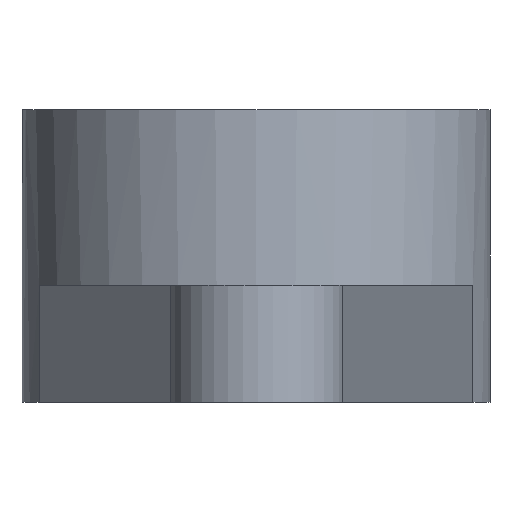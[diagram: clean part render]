
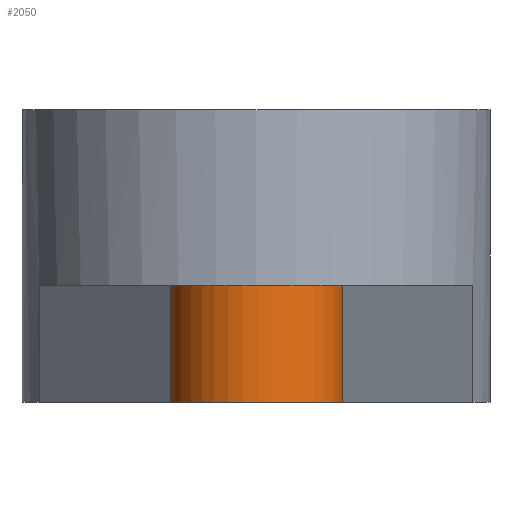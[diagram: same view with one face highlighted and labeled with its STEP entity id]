
A CAD part, left-side view. The second image highlights one B-rep face of the part: STEP entity #2050.
In plain terms, the highlighted cylindrical face has radius 1.5 mm (diameter 3 mm), a partial arc.
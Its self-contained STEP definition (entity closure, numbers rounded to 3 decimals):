
#449 = PLANE('',#450);
#450 = AXIS2_PLACEMENT_3D('',#451,#452,#453);
#451 = CARTESIAN_POINT('',(0.,4.,2.));
#452 = DIRECTION('',(0.,0.,-1.));
#453 = DIRECTION('',(-1.,0.,0.));
#499 = PLANE('',#500);
#500 = AXIS2_PLACEMENT_3D('',#501,#502,#503);
#501 = CARTESIAN_POINT('',(-1.5,3.708,0.));
#502 = DIRECTION('',(0.16,-0.987,0.));
#503 = DIRECTION('',(-0.987,-0.16,0.));
#550 = PLANE('',#551);
#551 = AXIS2_PLACEMENT_3D('',#552,#553,#554);
#552 = CARTESIAN_POINT('',(0.,4.,0.));
#553 = DIRECTION('',(0.,0.,-1.));
#554 = DIRECTION('',(-1.,0.,0.));
#918 = PLANE('',#919);
#919 = AXIS2_PLACEMENT_3D('',#920,#921,#922);
#920 = CARTESIAN_POINT('',(-1.5,-3.708,0.));
#921 = DIRECTION('',(-0.16,-0.987,0.));
#922 = DIRECTION('',(-0.987,0.16,0.));
#1360 = VERTEX_POINT('',#1361);
#1361 = CARTESIAN_POINT('',(-15.312,1.467,2.));
#1384 = VERTEX_POINT('',#1385);
#1385 = CARTESIAN_POINT('',(-15.24,-1.481,2.));
#1406 = EDGE_CURVE('',#1360,#1384,#1407,.T.);
#1407 = SURFACE_CURVE('',#1408,(#1413,#1424),.PCURVE_S1.);
#1408 = CIRCLE('',#1409,1.5);
#1409 = AXIS2_PLACEMENT_3D('',#1410,#1411,#1412);
#1410 = CARTESIAN_POINT('',(-15.,0.,2.));
#1411 = DIRECTION('',(0.,0.,1.));
#1412 = DIRECTION('',(1.,0.,0.));
#1413 = PCURVE('',#449,#1414);
#1414 = DEFINITIONAL_REPRESENTATION('',(#1415),#1423);
#1415 = ( BOUNDED_CURVE() B_SPLINE_CURVE(2,(#1416,#1417,#1418,#1419,
#1420,#1421,#1422),.UNSPECIFIED.,.T.,.F.) B_SPLINE_CURVE_WITH_KNOTS((1,2
    ,2,2,2,1),(-2.094,0.,2.094,4.189,
6.283,8.378),.UNSPECIFIED.) CURVE() 
GEOMETRIC_REPRESENTATION_ITEM() RATIONAL_B_SPLINE_CURVE((1.,0.5,1.,0.5,
1.,0.5,1.)) REPRESENTATION_ITEM('') );
#1416 = CARTESIAN_POINT('',(13.5,-4.));
#1417 = CARTESIAN_POINT('',(13.5,-1.402));
#1418 = CARTESIAN_POINT('',(15.75,-2.701));
#1419 = CARTESIAN_POINT('',(18.,-4.));
#1420 = CARTESIAN_POINT('',(15.75,-5.299));
#1421 = CARTESIAN_POINT('',(13.5,-6.598));
#1422 = CARTESIAN_POINT('',(13.5,-4.));
#1423 = ( GEOMETRIC_REPRESENTATION_CONTEXT(2) 
PARAMETRIC_REPRESENTATION_CONTEXT() REPRESENTATION_CONTEXT('2D SPACE',''
  ) );
#1424 = PCURVE('',#1425,#1430);
#1425 = CYLINDRICAL_SURFACE('',#1426,1.5);
#1426 = AXIS2_PLACEMENT_3D('',#1427,#1428,#1429);
#1427 = CARTESIAN_POINT('',(-15.,0.,0.));
#1428 = DIRECTION('',(-0.,-0.,-1.));
#1429 = DIRECTION('',(1.,0.,0.));
#1430 = DEFINITIONAL_REPRESENTATION('',(#1431),#1435);
#1431 = LINE('',#1432,#1433);
#1432 = CARTESIAN_POINT('',(-0.,-2.));
#1433 = VECTOR('',#1434,1.);
#1434 = DIRECTION('',(-1.,0.));
#1435 = ( GEOMETRIC_REPRESENTATION_CONTEXT(2) 
PARAMETRIC_REPRESENTATION_CONTEXT() REPRESENTATION_CONTEXT('2D SPACE',''
  ) );
#1652 = EDGE_CURVE('',#1653,#1360,#1655,.T.);
#1653 = VERTEX_POINT('',#1654);
#1654 = CARTESIAN_POINT('',(-15.312,1.467,0.));
#1655 = SURFACE_CURVE('',#1656,(#1660,#1667),.PCURVE_S1.);
#1656 = LINE('',#1657,#1658);
#1657 = CARTESIAN_POINT('',(-15.312,1.467,0.));
#1658 = VECTOR('',#1659,1.);
#1659 = DIRECTION('',(0.,0.,1.));
#1660 = PCURVE('',#499,#1661);
#1661 = DEFINITIONAL_REPRESENTATION('',(#1662),#1666);
#1662 = LINE('',#1663,#1664);
#1663 = CARTESIAN_POINT('',(13.992,-0.));
#1664 = VECTOR('',#1665,1.);
#1665 = DIRECTION('',(0.,-1.));
#1666 = ( GEOMETRIC_REPRESENTATION_CONTEXT(2) 
PARAMETRIC_REPRESENTATION_CONTEXT() REPRESENTATION_CONTEXT('2D SPACE',''
  ) );
#1667 = PCURVE('',#1425,#1668);
#1668 = DEFINITIONAL_REPRESENTATION('',(#1669),#1673);
#1669 = LINE('',#1670,#1671);
#1670 = CARTESIAN_POINT('',(-1.78,0.));
#1671 = VECTOR('',#1672,1.);
#1672 = DIRECTION('',(-0.,-1.));
#1673 = ( GEOMETRIC_REPRESENTATION_CONTEXT(2) 
PARAMETRIC_REPRESENTATION_CONTEXT() REPRESENTATION_CONTEXT('2D SPACE',''
  ) );
#1706 = VERTEX_POINT('',#1707);
#1707 = CARTESIAN_POINT('',(-15.24,-1.481,0.));
#1728 = EDGE_CURVE('',#1653,#1706,#1729,.T.);
#1729 = SURFACE_CURVE('',#1730,(#1735,#1746),.PCURVE_S1.);
#1730 = CIRCLE('',#1731,1.5);
#1731 = AXIS2_PLACEMENT_3D('',#1732,#1733,#1734);
#1732 = CARTESIAN_POINT('',(-15.,0.,0.));
#1733 = DIRECTION('',(0.,0.,1.));
#1734 = DIRECTION('',(1.,0.,0.));
#1735 = PCURVE('',#550,#1736);
#1736 = DEFINITIONAL_REPRESENTATION('',(#1737),#1745);
#1737 = ( BOUNDED_CURVE() B_SPLINE_CURVE(2,(#1738,#1739,#1740,#1741,
#1742,#1743,#1744),.UNSPECIFIED.,.T.,.F.) B_SPLINE_CURVE_WITH_KNOTS((1,2
    ,2,2,2,1),(-2.094,0.,2.094,4.189,
6.283,8.378),.UNSPECIFIED.) CURVE() 
GEOMETRIC_REPRESENTATION_ITEM() RATIONAL_B_SPLINE_CURVE((1.,0.5,1.,0.5,
1.,0.5,1.)) REPRESENTATION_ITEM('') );
#1738 = CARTESIAN_POINT('',(13.5,-4.));
#1739 = CARTESIAN_POINT('',(13.5,-1.402));
#1740 = CARTESIAN_POINT('',(15.75,-2.701));
#1741 = CARTESIAN_POINT('',(18.,-4.));
#1742 = CARTESIAN_POINT('',(15.75,-5.299));
#1743 = CARTESIAN_POINT('',(13.5,-6.598));
#1744 = CARTESIAN_POINT('',(13.5,-4.));
#1745 = ( GEOMETRIC_REPRESENTATION_CONTEXT(2) 
PARAMETRIC_REPRESENTATION_CONTEXT() REPRESENTATION_CONTEXT('2D SPACE',''
  ) );
#1746 = PCURVE('',#1425,#1747);
#1747 = DEFINITIONAL_REPRESENTATION('',(#1748),#1752);
#1748 = LINE('',#1749,#1750);
#1749 = CARTESIAN_POINT('',(-0.,0.));
#1750 = VECTOR('',#1751,1.);
#1751 = DIRECTION('',(-1.,0.));
#1752 = ( GEOMETRIC_REPRESENTATION_CONTEXT(2) 
PARAMETRIC_REPRESENTATION_CONTEXT() REPRESENTATION_CONTEXT('2D SPACE',''
  ) );
#2029 = EDGE_CURVE('',#1706,#1384,#2030,.T.);
#2030 = SURFACE_CURVE('',#2031,(#2035,#2042),.PCURVE_S1.);
#2031 = LINE('',#2032,#2033);
#2032 = CARTESIAN_POINT('',(-15.24,-1.481,0.));
#2033 = VECTOR('',#2034,1.);
#2034 = DIRECTION('',(0.,0.,1.));
#2035 = PCURVE('',#918,#2036);
#2036 = DEFINITIONAL_REPRESENTATION('',(#2037),#2041);
#2037 = LINE('',#2038,#2039);
#2038 = CARTESIAN_POINT('',(13.919,0.));
#2039 = VECTOR('',#2040,1.);
#2040 = DIRECTION('',(0.,-1.));
#2041 = ( GEOMETRIC_REPRESENTATION_CONTEXT(2) 
PARAMETRIC_REPRESENTATION_CONTEXT() REPRESENTATION_CONTEXT('2D SPACE',''
  ) );
#2042 = PCURVE('',#1425,#2043);
#2043 = DEFINITIONAL_REPRESENTATION('',(#2044),#2048);
#2044 = LINE('',#2045,#2046);
#2045 = CARTESIAN_POINT('',(-4.552,0.));
#2046 = VECTOR('',#2047,1.);
#2047 = DIRECTION('',(-0.,-1.));
#2048 = ( GEOMETRIC_REPRESENTATION_CONTEXT(2) 
PARAMETRIC_REPRESENTATION_CONTEXT() REPRESENTATION_CONTEXT('2D SPACE',''
  ) );
#2050 = ADVANCED_FACE('',(#2051),#1425,.T.);
#2051 = FACE_BOUND('',#2052,.F.);
#2052 = EDGE_LOOP('',(#2053,#2054,#2055,#2056));
#2053 = ORIENTED_EDGE('',*,*,#1652,.T.);
#2054 = ORIENTED_EDGE('',*,*,#1406,.T.);
#2055 = ORIENTED_EDGE('',*,*,#2029,.F.);
#2056 = ORIENTED_EDGE('',*,*,#1728,.F.);
